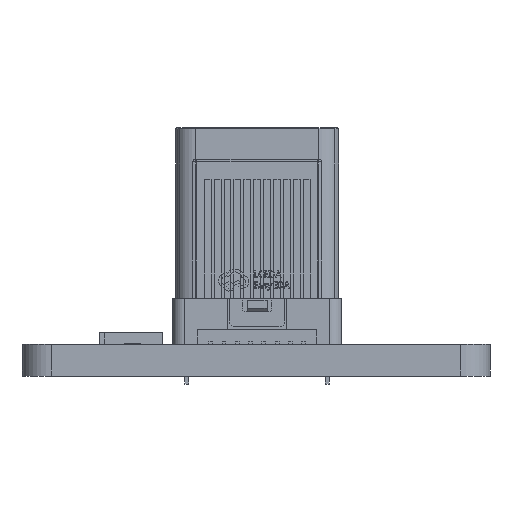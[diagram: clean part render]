
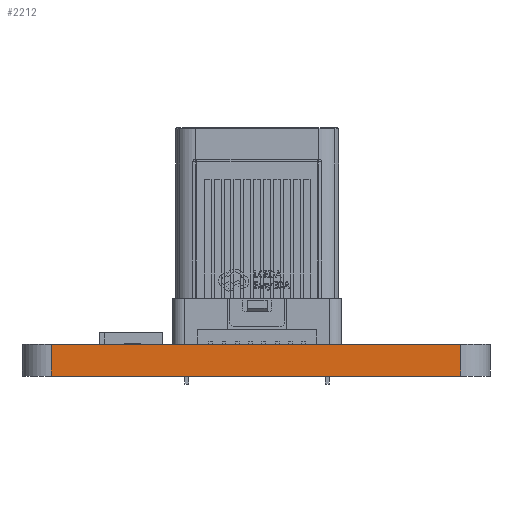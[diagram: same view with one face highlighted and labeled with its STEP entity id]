
A CAD part, front view. The second image highlights one B-rep face of the part: STEP entity #2212.
In plain terms, the highlighted planar face has unit normal (0, -1, 0).
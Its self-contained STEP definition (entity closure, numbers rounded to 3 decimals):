
#240 = VERTEX_POINT('',#241);
#241 = CARTESIAN_POINT('',(30.457,-162.726,0.));
#248 = EDGE_CURVE('',#240,#249,#251,.T.);
#249 = VERTEX_POINT('',#250);
#250 = CARTESIAN_POINT('',(9.78,-162.726,0.));
#251 = LINE('',#252,#253);
#252 = CARTESIAN_POINT('',(30.457,-162.726,0.));
#253 = VECTOR('',#254,1.);
#254 = DIRECTION('',(-1.,0.,0.));
#1221 = VERTEX_POINT('',#1222);
#1222 = CARTESIAN_POINT('',(30.457,-162.726,
    1.6));
#1229 = EDGE_CURVE('',#1221,#1230,#1232,.T.);
#1230 = VERTEX_POINT('',#1231);
#1231 = CARTESIAN_POINT('',(9.78,-162.726,
    1.6));
#1232 = LINE('',#1233,#1234);
#1233 = CARTESIAN_POINT('',(30.457,-162.726,
    1.6));
#1234 = VECTOR('',#1235,1.);
#1235 = DIRECTION('',(-1.,0.,0.));
#2182 = EDGE_CURVE('',#249,#1230,#2183,.T.);
#2183 = LINE('',#2184,#2185);
#2184 = CARTESIAN_POINT('',(9.78,-162.726,0.));
#2185 = VECTOR('',#2186,1.);
#2186 = DIRECTION('',(0.,0.,1.));
#2212 = ADVANCED_FACE('',(#2213),#2224,.T.);
#2213 = FACE_BOUND('',#2214,.T.);
#2214 = EDGE_LOOP('',(#2215,#2221,#2222,#2223));
#2215 = ORIENTED_EDGE('',*,*,#2216,.T.);
#2216 = EDGE_CURVE('',#240,#1221,#2217,.T.);
#2217 = LINE('',#2218,#2219);
#2218 = CARTESIAN_POINT('',(30.457,-162.726,0.));
#2219 = VECTOR('',#2220,1.);
#2220 = DIRECTION('',(0.,0.,1.));
#2221 = ORIENTED_EDGE('',*,*,#1229,.T.);
#2222 = ORIENTED_EDGE('',*,*,#2182,.F.);
#2223 = ORIENTED_EDGE('',*,*,#248,.F.);
#2224 = PLANE('',#2225);
#2225 = AXIS2_PLACEMENT_3D('',#2226,#2227,#2228);
#2226 = CARTESIAN_POINT('',(30.457,-162.726,0.));
#2227 = DIRECTION('',(0.,-1.,0.));
#2228 = DIRECTION('',(-1.,0.,0.));
